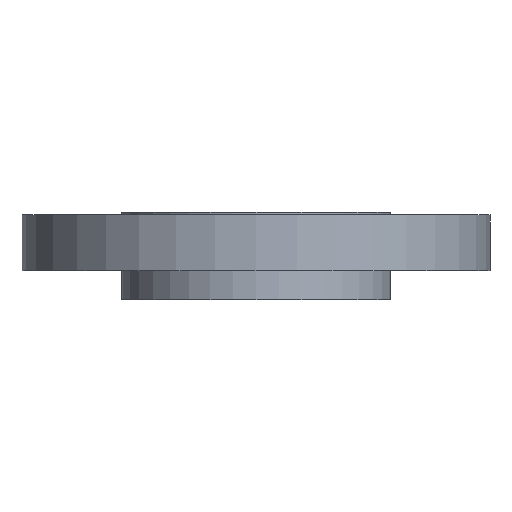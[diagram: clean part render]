
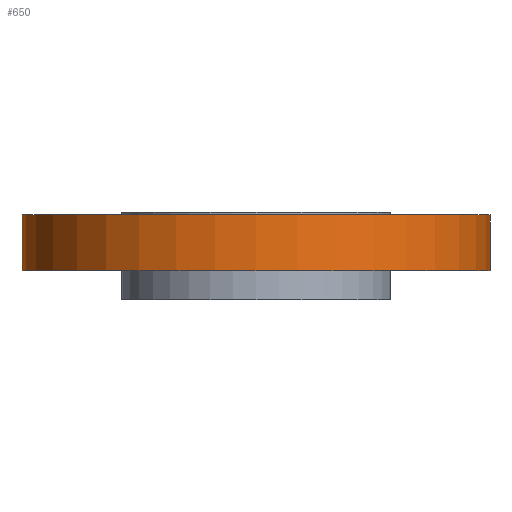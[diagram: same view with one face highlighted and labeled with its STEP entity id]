
A CAD part, front view. The second image highlights one B-rep face of the part: STEP entity #650.
In plain terms, the highlighted cylindrical face has radius 127 mm (diameter 254 mm), a partial arc.
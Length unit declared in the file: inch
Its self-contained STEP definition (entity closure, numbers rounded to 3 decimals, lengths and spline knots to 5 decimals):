
#25 = CYLINDRICAL_SURFACE ( 'NONE', #570, 5. ) ;
#46 = VECTOR ( 'NONE', #466, 39.37008 ) ;
#57 = EDGE_LOOP ( 'NONE', ( #61, #667, #987, #147 ) ) ;
#59 = DIRECTION ( 'NONE',  ( 0., 0., 1. ) ) ;
#61 = ORIENTED_EDGE ( 'NONE', *, *, #360, .F. ) ;
#80 = CARTESIAN_POINT ( 'NONE',  ( -5., 0., -0.0625 ) ) ;
#115 = CARTESIAN_POINT ( 'NONE',  ( 0., 0., -1.25 ) ) ;
#147 = ORIENTED_EDGE ( 'NONE', *, *, #258, .F. ) ;
#204 = DIRECTION ( 'NONE',  ( 0., 0., -1. ) ) ;
#223 = CIRCLE ( 'NONE', #799, 5. ) ;
#258 = EDGE_CURVE ( 'NONE', #295, #382, #984, .T. ) ;
#295 = VERTEX_POINT ( 'NONE', #80 ) ;
#326 = DIRECTION ( 'NONE',  ( 0., 0., 1. ) ) ;
#360 = EDGE_CURVE ( 'NONE', #533, #295, #765, .T. ) ;
#382 = VERTEX_POINT ( 'NONE', #444 ) ;
#396 = CARTESIAN_POINT ( 'NONE',  ( -5., 0., -1.25 ) ) ;
#444 = CARTESIAN_POINT ( 'NONE',  ( 5., 0., -0.0625 ) ) ;
#466 = DIRECTION ( 'NONE',  ( 0., 0., 1. ) ) ;
#471 = VECTOR ( 'NONE', #611, 39.37008 ) ;
#478 = FACE_OUTER_BOUND ( 'NONE', #57, .T. ) ;
#485 = VERTEX_POINT ( 'NONE', #557 ) ;
#533 = VERTEX_POINT ( 'NONE', #396 ) ;
#557 = CARTESIAN_POINT ( 'NONE',  ( 5., 0., -1.25 ) ) ;
#568 = CARTESIAN_POINT ( 'NONE',  ( 0., 0., -15.39214 ) ) ;
#570 = AXIS2_PLACEMENT_3D ( 'NONE', #568, #326, #944 ) ;
#581 = DIRECTION ( 'NONE',  ( 1., 0., 0. ) ) ;
#611 = DIRECTION ( 'NONE',  ( 0., 0., 1. ) ) ;
#632 = LINE ( 'NONE', #854, #46 ) ;
#650 = ADVANCED_FACE ( 'NONE', ( #478 ), #25, .T. ) ;
#667 = ORIENTED_EDGE ( 'NONE', *, *, #759, .F. ) ;
#694 = CARTESIAN_POINT ( 'NONE',  ( 0., 0., -0.0625 ) ) ;
#759 = EDGE_CURVE ( 'NONE', #485, #533, #223, .T. ) ;
#765 = LINE ( 'NONE', #831, #471 ) ;
#799 = AXIS2_PLACEMENT_3D ( 'NONE', #115, #204, #581 ) ;
#831 = CARTESIAN_POINT ( 'NONE',  ( -5., 0., -15.39214 ) ) ;
#854 = CARTESIAN_POINT ( 'NONE',  ( 5., 0., -15.39214 ) ) ;
#869 = EDGE_CURVE ( 'NONE', #485, #382, #632, .T. ) ;
#921 = DIRECTION ( 'NONE',  ( 1., 0., 0. ) ) ;
#922 = AXIS2_PLACEMENT_3D ( 'NONE', #694, #59, #921 ) ;
#944 = DIRECTION ( 'NONE',  ( 1., 0., 0. ) ) ;
#984 = CIRCLE ( 'NONE', #922, 5. ) ;
#987 = ORIENTED_EDGE ( 'NONE', *, *, #869, .T. ) ;
